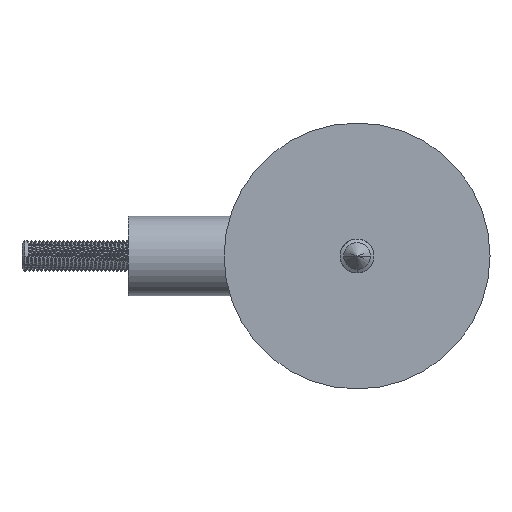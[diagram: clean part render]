
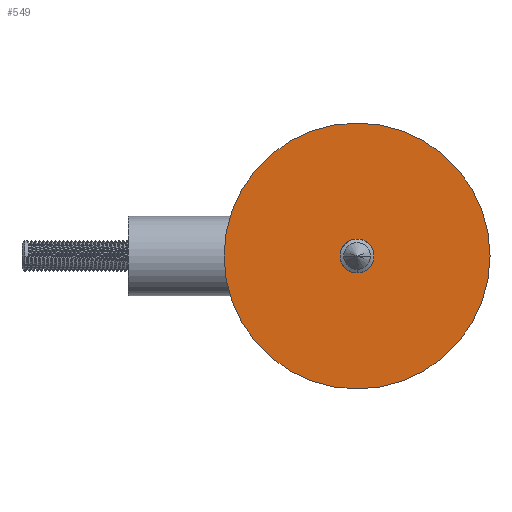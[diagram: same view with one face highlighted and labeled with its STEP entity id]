
A CAD part, left-side view. The second image highlights one B-rep face of the part: STEP entity #549.
In plain terms, the highlighted planar face has unit normal (-1, 0, 0).
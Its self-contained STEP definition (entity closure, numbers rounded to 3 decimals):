
#114 = CIRCLE ( 'NONE', #10061, 3. ) ;
#351 = DIRECTION ( 'NONE',  ( 0., 0., -1. ) ) ;
#385 = CARTESIAN_POINT ( 'NONE',  ( 0., -2.735, -1.652 ) ) ;
#549 = ADVANCED_FACE ( 'NONE', ( #12629, #2755 ), #8854, .F. ) ;
#626 = ORIENTED_EDGE ( 'NONE', *, *, #11915, .F. ) ;
#1257 = CARTESIAN_POINT ( 'NONE',  ( 0., 0., 25. ) ) ;
#1306 = CARTESIAN_POINT ( 'NONE',  ( 0., -1.682, -2.484 ) ) ;
#1413 = CARTESIAN_POINT ( 'NONE',  ( 0., 0., 0. ) ) ;
#1796 = CARTESIAN_POINT ( 'NONE',  ( 0., -2.304, -2.187 ) ) ;
#2175 = AXIS2_PLACEMENT_3D ( 'NONE', #5538, #8597, #6736 ) ;
#2249 = AXIS2_PLACEMENT_3D ( 'NONE', #6440, #12872, #5437 ) ;
#2401 = ORIENTED_EDGE ( 'NONE', *, *, #6951, .T. ) ;
#2530 = DIRECTION ( 'NONE',  ( 0., 0., -1. ) ) ;
#2665 = CIRCLE ( 'NONE', #6062, 25. ) ;
#2755 = FACE_BOUND ( 'NONE', #6454, .T. ) ;
#2811 = EDGE_LOOP ( 'NONE', ( #7623, #626 ) ) ;
#2931 = VERTEX_POINT ( 'NONE', #6477 ) ;
#2972 = CIRCLE ( 'NONE', #12522, 3. ) ;
#3163 = CARTESIAN_POINT ( 'NONE',  ( 0., -2.922, -1.112 ) ) ;
#3354 = ORIENTED_EDGE ( 'NONE', *, *, #7124, .F. ) ;
#3481 = B_SPLINE_CURVE_WITH_KNOTS ( 'NONE', 3,
 ( #4158, #3163, #5412, #9467 ),
 .UNSPECIFIED., .F., .F.,
 ( 4, 4 ),
 ( 0., 0.001 ),
 .UNSPECIFIED. ) ;
#3984 = CARTESIAN_POINT ( 'NONE',  ( 0., -1.901, -2.409 ) ) ;
#4158 = CARTESIAN_POINT ( 'NONE',  ( 0., -2.88, -1.341 ) ) ;
#4265 = ORIENTED_EDGE ( 'NONE', *, *, #5806, .F. ) ;
#4373 = CARTESIAN_POINT ( 'NONE',  ( 0., 0., -25. ) ) ;
#4447 = DIRECTION ( 'NONE',  ( 1., 0., 0. ) ) ;
#4521 = DIRECTION ( 'NONE',  ( 0., 0., -1. ) ) ;
#4656 = DIRECTION ( 'NONE',  ( 1., 0., 0. ) ) ;
#5006 = CARTESIAN_POINT ( 'NONE',  ( 0., 0., 0. ) ) ;
#5369 = VERTEX_POINT ( 'NONE', #4373 ) ;
#5412 = CARTESIAN_POINT ( 'NONE',  ( 0., -2.94, -0.882 ) ) ;
#5437 = DIRECTION ( 'NONE',  ( 0., 0., -1. ) ) ;
#5473 = CARTESIAN_POINT ( 'NONE',  ( 0., -2.304, -2.187 ) ) ;
#5534 = CARTESIAN_POINT ( 'NONE',  ( 0., -2.54, -1.938 ) ) ;
#5538 = CARTESIAN_POINT ( 'NONE',  ( 0., 0., 0. ) ) ;
#5549 = ORIENTED_EDGE ( 'NONE', *, *, #5942, .T. ) ;
#5759 = VERTEX_POINT ( 'NONE', #11225 ) ;
#5760 = VERTEX_POINT ( 'NONE', #1257 ) ;
#5806 = EDGE_CURVE ( 'NONE', #2931, #13100, #3481, .T. ) ;
#5942 = EDGE_CURVE ( 'NONE', #5759, #10825, #7894, .T. ) ;
#6062 = AXIS2_PLACEMENT_3D ( 'NONE', #1413, #4447, #351 ) ;
#6063 = DIRECTION ( 'NONE',  ( 0., 0., -1. ) ) ;
#6440 = CARTESIAN_POINT ( 'NONE',  ( 0., 0., 0. ) ) ;
#6454 = EDGE_LOOP ( 'NONE', ( #3354, #11716, #5549, #2401, #4265, #11560 ) ) ;
#6477 = CARTESIAN_POINT ( 'NONE',  ( 0., -2.88, -1.341 ) ) ;
#6736 = DIRECTION ( 'NONE',  ( 0., 0., -1. ) ) ;
#6776 = CARTESIAN_POINT ( 'NONE',  ( 0., 0., 0. ) ) ;
#6939 = EDGE_CURVE ( 'NONE', #5760, #5369, #7211, .T. ) ;
#6951 = EDGE_CURVE ( 'NONE', #10825, #13100, #2972, .T. ) ;
#7124 = EDGE_CURVE ( 'NONE', #11587, #12132, #12169, .T. ) ;
#7211 = CIRCLE ( 'NONE', #10175, 25. ) ;
#7623 = ORIENTED_EDGE ( 'NONE', *, *, #6939, .F. ) ;
#7894 = CIRCLE ( 'NONE', #2175, 3. ) ;
#8529 = CARTESIAN_POINT ( 'NONE',  ( 0., -2.88, -1.341 ) ) ;
#8569 = CARTESIAN_POINT ( 'NONE',  ( 0., 0., 0. ) ) ;
#8597 = DIRECTION ( 'NONE',  ( 1., 0., 0. ) ) ;
#8854 = PLANE ( 'NONE',  #2249 ) ;
#9218 = CARTESIAN_POINT ( 'NONE',  ( 0., 0., 3. ) ) ;
#9273 = CARTESIAN_POINT ( 'NONE',  ( 0., -1.682, -2.484 ) ) ;
#9467 = CARTESIAN_POINT ( 'NONE',  ( 0., -2.929, -0.65 ) ) ;
#9482 = B_SPLINE_CURVE_WITH_KNOTS ( 'NONE', 3,
 ( #5473, #5534, #385, #8529 ),
 .UNSPECIFIED., .F., .F.,
 ( 4, 4 ),
 ( 0., 0.001 ),
 .UNSPECIFIED. ) ;
#9700 = DIRECTION ( 'NONE',  ( 1., 0., 0. ) ) ;
#10061 = AXIS2_PLACEMENT_3D ( 'NONE', #5006, #11195, #6063 ) ;
#10175 = AXIS2_PLACEMENT_3D ( 'NONE', #6776, #9700, #4521 ) ;
#10268 = EDGE_CURVE ( 'NONE', #11587, #5759, #114, .T. ) ;
#10825 = VERTEX_POINT ( 'NONE', #9218 ) ;
#11180 = EDGE_CURVE ( 'NONE', #12132, #2931, #9482, .T. ) ;
#11195 = DIRECTION ( 'NONE',  ( 1., 0., 0. ) ) ;
#11225 = CARTESIAN_POINT ( 'NONE',  ( 0., 0., -3. ) ) ;
#11560 = ORIENTED_EDGE ( 'NONE', *, *, #11180, .F. ) ;
#11587 = VERTEX_POINT ( 'NONE', #1306 ) ;
#11716 = ORIENTED_EDGE ( 'NONE', *, *, #10268, .T. ) ;
#11915 = EDGE_CURVE ( 'NONE', #5369, #5760, #2665, .T. ) ;
#12037 = CARTESIAN_POINT ( 'NONE',  ( 0., -2.304, -2.187 ) ) ;
#12132 = VERTEX_POINT ( 'NONE', #12037 ) ;
#12169 = B_SPLINE_CURVE_WITH_KNOTS ( 'NONE', 3,
 ( #9273, #3984, #12356, #1796 ),
 .UNSPECIFIED., .F., .F.,
 ( 4, 4 ),
 ( 0.002, 0.002 ),
 .UNSPECIFIED. ) ;
#12356 = CARTESIAN_POINT ( 'NONE',  ( 0., -2.108, -2.309 ) ) ;
#12522 = AXIS2_PLACEMENT_3D ( 'NONE', #8569, #4656, #2530 ) ;
#12629 = FACE_OUTER_BOUND ( 'NONE', #2811, .T. ) ;
#12664 = CARTESIAN_POINT ( 'NONE',  ( 0., -2.929, -0.65 ) ) ;
#12872 = DIRECTION ( 'NONE',  ( 1., 0., 0. ) ) ;
#13100 = VERTEX_POINT ( 'NONE', #12664 ) ;
